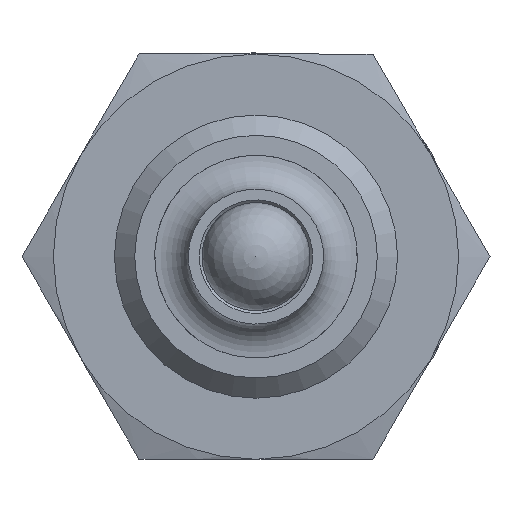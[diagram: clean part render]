
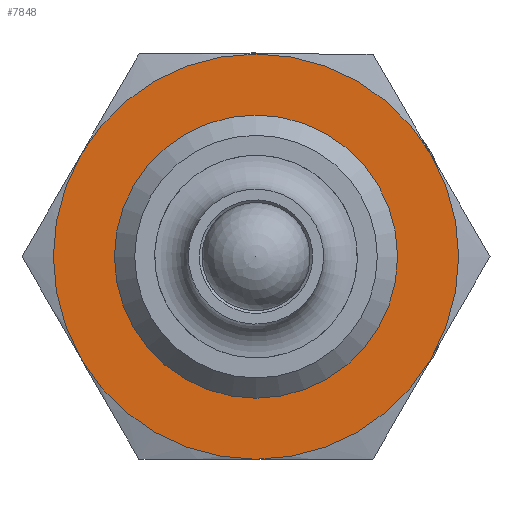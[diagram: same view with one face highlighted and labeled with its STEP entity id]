
A CAD part, left-side view. The second image highlights one B-rep face of the part: STEP entity #7848.
In plain terms, the highlighted planar face has unit normal (-1, 0, 0).
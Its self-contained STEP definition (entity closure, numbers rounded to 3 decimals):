
#1005=PLANE('',#8434);
#1357=ORIENTED_EDGE('',*,*,#2802,.T.);
#1358=ORIENTED_EDGE('',*,*,#2773,.F.);
#1359=ORIENTED_EDGE('',*,*,#2779,.F.);
#1360=ORIENTED_EDGE('',*,*,#2775,.F.);
#1361=ORIENTED_EDGE('',*,*,#2769,.F.);
#1362=ORIENTED_EDGE('',*,*,#2766,.F.);
#1363=ORIENTED_EDGE('',*,*,#2764,.F.);
#2764=EDGE_CURVE('',#3494,#3493,#4067,.T.);
#2766=EDGE_CURVE('',#3493,#3496,#4068,.T.);
#2769=EDGE_CURVE('',#3496,#3498,#4069,.T.);
#2773=EDGE_CURVE('',#3500,#3494,#4070,.T.);
#2775=EDGE_CURVE('',#3498,#3502,#4071,.T.);
#2779=EDGE_CURVE('',#3502,#3500,#4072,.T.);
#2802=EDGE_CURVE('',#3520,#3520,#4083,.T.);
#3493=VERTEX_POINT('',#11289);
#3494=VERTEX_POINT('',#11294);
#3496=VERTEX_POINT('',#11303);
#3498=VERTEX_POINT('',#11315);
#3500=VERTEX_POINT('',#11330);
#3502=VERTEX_POINT('',#11339);
#3520=VERTEX_POINT('',#11439);
#4067=CIRCLE('',#8405,15.);
#4068=CIRCLE('',#8407,15.);
#4069=CIRCLE('',#8409,15.);
#4070=CIRCLE('',#8411,15.);
#4071=CIRCLE('',#8413,15.);
#4072=CIRCLE('',#8415,15.);
#4083=CIRCLE('',#8435,10.);
#4444=EDGE_LOOP('',(#1357));
#4445=EDGE_LOOP('',(#1358,#1359,#1360,#1361,#1362,#1363));
#5183=FACE_BOUND('',#4444,.T.);
#5184=FACE_BOUND('',#4445,.T.);
#7848=ADVANCED_FACE('',(#5183,#5184),#1005,.F.);
#8405=AXIS2_PLACEMENT_3D('',#11295,#9277,#9278);
#8407=AXIS2_PLACEMENT_3D('',#11302,#9281,#9282);
#8409=AXIS2_PLACEMENT_3D('',#11314,#9285,#9286);
#8411=AXIS2_PLACEMENT_3D('',#11331,#9289,#9290);
#8413=AXIS2_PLACEMENT_3D('',#11338,#9293,#9294);
#8415=AXIS2_PLACEMENT_3D('',#11354,#9297,#9298);
#8434=AXIS2_PLACEMENT_3D('',#11437,#9335,#9336);
#8435=AXIS2_PLACEMENT_3D('',#11438,#9337,#9338);
#9277=DIRECTION('',(1.,0.,0.));
#9278=DIRECTION('',(0.,0.,-1.));
#9281=DIRECTION('',(1.,0.,0.));
#9282=DIRECTION('',(0.,0.,-1.));
#9285=DIRECTION('',(1.,0.,0.));
#9286=DIRECTION('',(0.,0.,-1.));
#9289=DIRECTION('',(1.,0.,0.));
#9290=DIRECTION('',(0.,0.,-1.));
#9293=DIRECTION('',(1.,0.,0.));
#9294=DIRECTION('',(0.,0.,-1.));
#9297=DIRECTION('',(1.,0.,0.));
#9298=DIRECTION('',(0.,0.,-1.));
#9335=DIRECTION('',(1.,0.,0.));
#9336=DIRECTION('',(0.,0.,-1.));
#9337=DIRECTION('',(1.,0.,0.));
#9338=DIRECTION('',(0.,0.,-1.));
#11289=CARTESIAN_POINT('',(13.,12.99,7.5));
#11294=CARTESIAN_POINT('',(13.,12.99,-7.5));
#11295=CARTESIAN_POINT('',(13.,0.,0.));
#11302=CARTESIAN_POINT('',(13.,0.,0.));
#11303=CARTESIAN_POINT('',(13.,0.,15.));
#11314=CARTESIAN_POINT('',(13.,0.,0.));
#11315=CARTESIAN_POINT('',(13.,-12.99,7.5));
#11330=CARTESIAN_POINT('',(13.,0.,-15.));
#11331=CARTESIAN_POINT('',(13.,0.,0.));
#11338=CARTESIAN_POINT('',(13.,0.,0.));
#11339=CARTESIAN_POINT('',(13.,-12.99,-7.5));
#11354=CARTESIAN_POINT('',(13.,0.,0.));
#11437=CARTESIAN_POINT('',(13.,0.,9.));
#11438=CARTESIAN_POINT('',(13.,0.,0.));
#11439=CARTESIAN_POINT('',(13.,0.,-10.));
